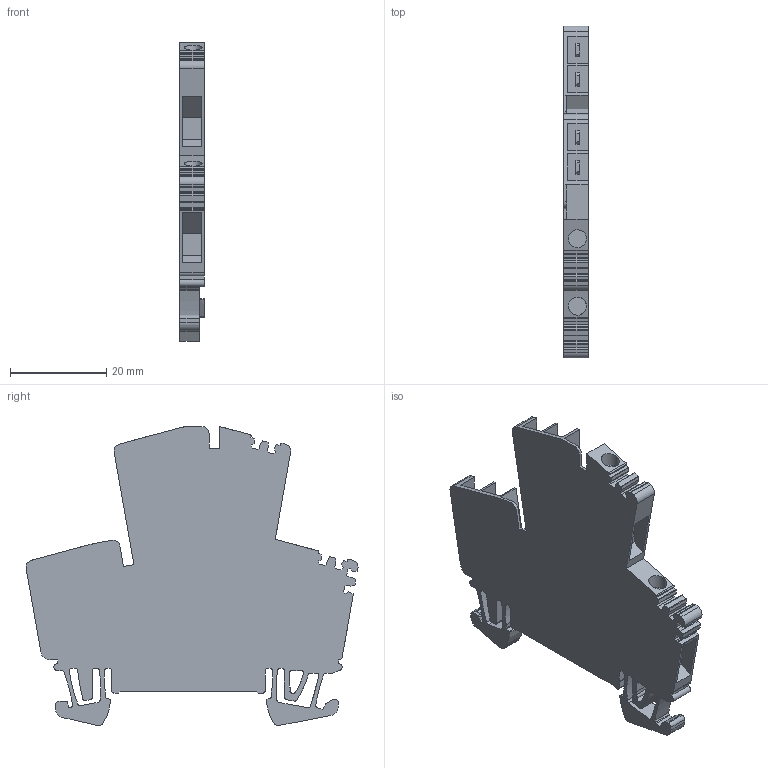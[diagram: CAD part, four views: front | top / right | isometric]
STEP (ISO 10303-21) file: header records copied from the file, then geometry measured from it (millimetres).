
FILE_DESCRIPTION(('CATIA V5 STEP Exchange','CAx-IF Rec.Pracs.--- Model Styling and Organization---1.4--- 2014-01-23'),'2;1');
FILE_NAME ('D1446837_0', '2020-06-24T11:51:58+00:00', ('none'), ('Weidmueller'), 'CATIA Version 5-6 Release 2016 SP3 HF44', 'CATIA V5 STEP AP214', 'none');
FILE_SCHEMA(('AUTOMOTIVE_DESIGN { 1 0 10303 214 1 1 1 1 }'));
Length unit declared in the file: millimetre
Products named in the file (1): 1021600000
Bounding box: 5.1 x 69.13 x 62.25 mm (x, y, z)
Volume: 11286.6 mm3; surface area: 8624.4 mm2
Topology: 5 solids, 5 shells, 331 faces, 960 edges, 646 vertices
Faces by surface type: plane 219, cylinder 112
Entity records: 10666 total; most frequent: CARTESIAN_POINT 2079, ORIENTED_EDGE 1920, DIRECTION 1509, EDGE_CURVE 960, VECTOR 727, LINE 727, VERTEX_POINT 646, AXIS2_PLACEMENT_3D 497
